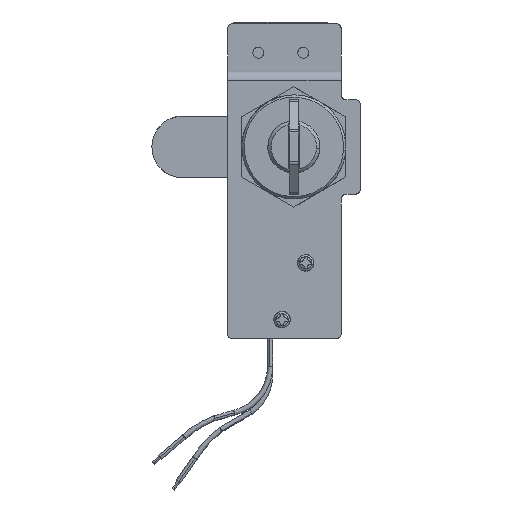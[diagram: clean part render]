
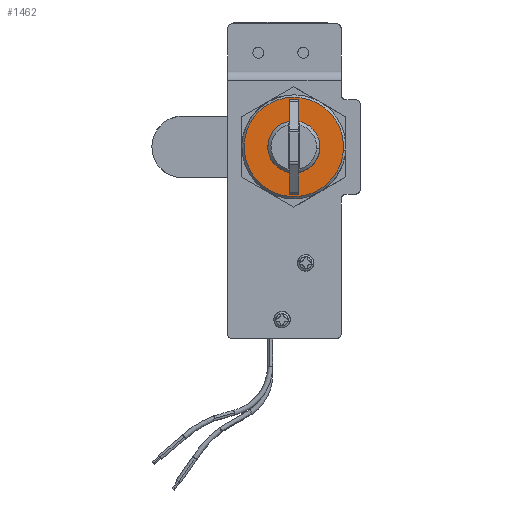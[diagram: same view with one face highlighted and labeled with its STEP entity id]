
A CAD part, front view. The second image highlights one B-rep face of the part: STEP entity #1462.
In plain terms, the highlighted free-form (B-spline) face has degree [1, 1] with [2, 2] control points.
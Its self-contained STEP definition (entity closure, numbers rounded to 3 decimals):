
#1090=CARTESIAN_POINT('',(-5.49,-6.0,0.336));
#1091=VERTEX_POINT('',#1090);
#1097=CARTESIAN_POINT('',(0.,-6.0,-5.5));
#1098=VERTEX_POINT('',#1097);
#1099=CARTESIAN_POINT('',(-5.49,-6.,0.336));
#1100=CARTESIAN_POINT('',(-5.5,-6.,0.168));
#1101=CARTESIAN_POINT('',(-5.5,-6.0,0.0));
#1102=CARTESIAN_POINT('',(-5.5,-6.0,-5.5));
#1103=CARTESIAN_POINT('',(0.,-6.0,-5.5));
#1111=(BOUNDED_CURVE()B_SPLINE_CURVE(2,(#1099,#1100,#1101,#1102,#1103),.UNSPECIFIED.,.F.,.U.)B_SPLINE_CURVE_WITH_KNOTS((3,2,3),(0.239,0.25,0.5),.UNSPECIFIED.)CURVE()GEOMETRIC_REPRESENTATION_ITEM()RATIONAL_B_SPLINE_CURVE((0.976,0.988,1.0,0.707,1.0))REPRESENTATION_ITEM(''));
#1112=EDGE_CURVE('',#1091,#1098,#1111,.T.);
#1114=CARTESIAN_POINT('',(5.49,-6.0,-0.336));
#1115=VERTEX_POINT('',#1114);
#1116=CARTESIAN_POINT('',(0.,-6.0,-5.5));
#1117=CARTESIAN_POINT('',(5.174,-6.0,-5.5));
#1118=CARTESIAN_POINT('',(5.49,-6.,-0.336));
#1126=(BOUNDED_CURVE()B_SPLINE_CURVE(2,(#1116,#1117,#1118),.UNSPECIFIED.,.F.,.U.)B_SPLINE_CURVE_WITH_KNOTS((3,3),(0.5,0.739),.UNSPECIFIED.)CURVE()GEOMETRIC_REPRESENTATION_ITEM()RATIONAL_B_SPLINE_CURVE((1.0,0.72,0.976))REPRESENTATION_ITEM(''));
#1127=EDGE_CURVE('',#1098,#1115,#1126,.T.);
#1159=CARTESIAN_POINT('',(0.,-6.0,5.5));
#1160=VERTEX_POINT('',#1159);
#1161=CARTESIAN_POINT('',(5.49,-6.,-0.336));
#1162=CARTESIAN_POINT('',(5.5,-6.0,-0.168));
#1163=CARTESIAN_POINT('',(5.5,-6.0,0.0));
#1164=CARTESIAN_POINT('',(5.5,-6.0,5.5));
#1165=CARTESIAN_POINT('',(0.,-6.0,5.5));
#1173=(BOUNDED_CURVE()B_SPLINE_CURVE(2,(#1161,#1162,#1163,#1164,#1165),.UNSPECIFIED.,.F.,.U.)B_SPLINE_CURVE_WITH_KNOTS((3,2,3),(0.739,0.75,1.0),.UNSPECIFIED.)CURVE()GEOMETRIC_REPRESENTATION_ITEM()RATIONAL_B_SPLINE_CURVE((0.976,0.988,1.0,0.707,1.0))REPRESENTATION_ITEM(''));
#1174=EDGE_CURVE('',#1115,#1160,#1173,.T.);
#1176=CARTESIAN_POINT('',(0.,-6.0,5.5));
#1177=CARTESIAN_POINT('',(-5.174,-6.,5.5));
#1178=CARTESIAN_POINT('',(-5.49,-6.,0.336));
#1186=(BOUNDED_CURVE()B_SPLINE_CURVE(2,(#1176,#1177,#1178),.UNSPECIFIED.,.F.,.U.)B_SPLINE_CURVE_WITH_KNOTS((3,3),(0.0,0.239),.UNSPECIFIED.)CURVE()GEOMETRIC_REPRESENTATION_ITEM()RATIONAL_B_SPLINE_CURVE((1.0,0.72,0.976))REPRESENTATION_ITEM(''));
#1187=EDGE_CURVE('',#1160,#1091,#1186,.T.);
#1338=CARTESIAN_POINT('',(-10.468,-6.,0.824));
#1339=VERTEX_POINT('',#1338);
#1345=CARTESIAN_POINT('',(0.,-6.,10.5));
#1346=VERTEX_POINT('',#1345);
#1347=CARTESIAN_POINT('',(0.,-6.,10.5));
#1348=CARTESIAN_POINT('',(-9.706,-6.,10.5));
#1349=CARTESIAN_POINT('',(-10.468,-6.,0.824));
#1357=(BOUNDED_CURVE()B_SPLINE_CURVE(2,(#1347,#1348,#1349),.UNSPECIFIED.,.F.,.U.)B_SPLINE_CURVE_WITH_KNOTS((3,3),(0.0,0.236),.UNSPECIFIED.)CURVE()GEOMETRIC_REPRESENTATION_ITEM()RATIONAL_B_SPLINE_CURVE((1.0,0.723,0.97))REPRESENTATION_ITEM(''));
#1358=EDGE_CURVE('',#1346,#1339,#1357,.T.);
#1360=CARTESIAN_POINT('',(10.468,-6.,-0.824));
#1361=VERTEX_POINT('',#1360);
#1362=CARTESIAN_POINT('',(10.468,-6.,-0.824));
#1363=CARTESIAN_POINT('',(10.5,-6.,-0.413));
#1364=CARTESIAN_POINT('',(10.5,-6.,0.));
#1365=CARTESIAN_POINT('',(10.5,-6.,10.5));
#1366=CARTESIAN_POINT('',(0.,-6.,10.5));
#1374=(BOUNDED_CURVE()B_SPLINE_CURVE(2,(#1362,#1363,#1364,#1365,#1366),.UNSPECIFIED.,.F.,.U.)B_SPLINE_CURVE_WITH_KNOTS((3,2,3),(0.736,0.75,1.0),.UNSPECIFIED.)CURVE()GEOMETRIC_REPRESENTATION_ITEM()RATIONAL_B_SPLINE_CURVE((0.97,0.984,1.0,0.707,1.0))REPRESENTATION_ITEM(''));
#1375=EDGE_CURVE('',#1361,#1346,#1374,.T.);
#1411=CARTESIAN_POINT('',(0.,-6.,-10.5));
#1412=VERTEX_POINT('',#1411);
#1413=CARTESIAN_POINT('',(0.,-6.,-10.5));
#1414=CARTESIAN_POINT('',(9.706,-6.,-10.5));
#1415=CARTESIAN_POINT('',(10.468,-6.,-0.824));
#1423=(BOUNDED_CURVE()B_SPLINE_CURVE(2,(#1413,#1414,#1415),.UNSPECIFIED.,.F.,.U.)B_SPLINE_CURVE_WITH_KNOTS((3,3),(0.5,0.736),.UNSPECIFIED.)CURVE()GEOMETRIC_REPRESENTATION_ITEM()RATIONAL_B_SPLINE_CURVE((1.0,0.723,0.97))REPRESENTATION_ITEM(''));
#1424=EDGE_CURVE('',#1412,#1361,#1423,.T.);
#1426=CARTESIAN_POINT('',(-10.468,-6.,0.824));
#1427=CARTESIAN_POINT('',(-10.5,-6.,0.413));
#1428=CARTESIAN_POINT('',(-10.5,-6.,0.));
#1429=CARTESIAN_POINT('',(-10.5,-6.,-10.5));
#1430=CARTESIAN_POINT('',(0.,-6.,-10.5));
#1438=(BOUNDED_CURVE()B_SPLINE_CURVE(2,(#1426,#1427,#1428,#1429,#1430),.UNSPECIFIED.,.F.,.U.)B_SPLINE_CURVE_WITH_KNOTS((3,2,3),(0.236,0.25,0.5),.UNSPECIFIED.)CURVE()GEOMETRIC_REPRESENTATION_ITEM()RATIONAL_B_SPLINE_CURVE((0.97,0.984,1.0,0.707,1.0))REPRESENTATION_ITEM(''));
#1439=EDGE_CURVE('',#1339,#1412,#1438,.T.);
#1445=CARTESIAN_POINT('',(11.546,-6.,-11.549));
#1446=CARTESIAN_POINT('',(11.546,-6.,11.549));
#1447=CARTESIAN_POINT('',(-11.546,-6.,-11.549));
#1448=CARTESIAN_POINT('',(-11.546,-6.,11.549));
#1449=B_SPLINE_SURFACE_WITH_KNOTS('',1,1,((#1445,#1447),(#1446,#1448)),.UNSPECIFIED.,.F.,.F.,.U.,(2,2),(2,2),(0.0,23.098),(0.0,23.091),.UNSPECIFIED.);
#1450=ORIENTED_EDGE('',*,*,#1358,.T.);
#1451=ORIENTED_EDGE('',*,*,#1439,.T.);
#1452=ORIENTED_EDGE('',*,*,#1424,.T.);
#1453=ORIENTED_EDGE('',*,*,#1375,.T.);
#1454=EDGE_LOOP('',(#1450,#1451,#1452,#1453));
#1455=FACE_OUTER_BOUND('',#1454,.T.);
#1456=ORIENTED_EDGE('',*,*,#1127,.F.);
#1457=ORIENTED_EDGE('',*,*,#1112,.F.);
#1458=ORIENTED_EDGE('',*,*,#1187,.F.);
#1459=ORIENTED_EDGE('',*,*,#1174,.F.);
#1460=EDGE_LOOP('',(#1456,#1457,#1458,#1459));
#1461=FACE_BOUND('',#1460,.T.);
#1462=ADVANCED_FACE('',(#1455,#1461),#1449,.T.);
